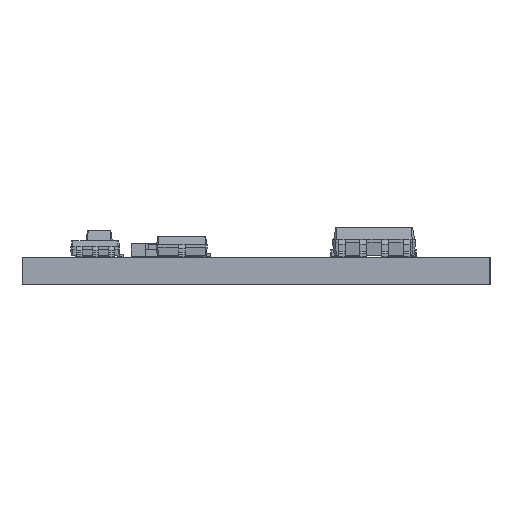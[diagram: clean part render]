
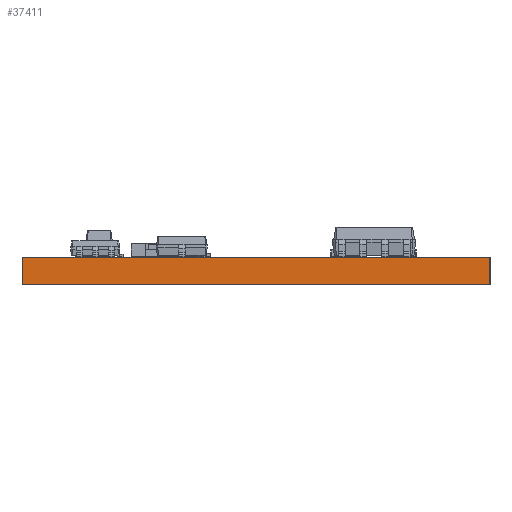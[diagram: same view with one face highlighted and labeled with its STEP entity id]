
A CAD part, left-side view. The second image highlights one B-rep face of the part: STEP entity #37411.
In plain terms, the highlighted planar face has unit normal (-1, 0, 0).
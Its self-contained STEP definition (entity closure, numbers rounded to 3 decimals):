
#37295 = EDGE_CURVE('',#37296,#37298,#37300,.T.);
#37296 = VERTEX_POINT('',#37297);
#37297 = CARTESIAN_POINT('',(124.7,-76.5,0.));
#37298 = VERTEX_POINT('',#37299);
#37299 = CARTESIAN_POINT('',(124.7,-76.5,1.6));
#37300 = SURFACE_CURVE('',#37301,(#37305,#37317),.PCURVE_S1.);
#37301 = LINE('',#37302,#37303);
#37302 = CARTESIAN_POINT('',(124.7,-76.5,0.));
#37303 = VECTOR('',#37304,1.);
#37304 = DIRECTION('',(0.,0.,1.));
#37305 = PCURVE('',#37306,#37311);
#37306 = PLANE('',#37307);
#37307 = AXIS2_PLACEMENT_3D('',#37308,#37309,#37310);
#37308 = CARTESIAN_POINT('',(124.7,-76.5,0.));
#37309 = DIRECTION('',(0.,1.,0.));
#37310 = DIRECTION('',(1.,0.,0.));
#37311 = DEFINITIONAL_REPRESENTATION('',(#37312),#37316);
#37312 = LINE('',#37313,#37314);
#37313 = CARTESIAN_POINT('',(0.,0.));
#37314 = VECTOR('',#37315,1.);
#37315 = DIRECTION('',(0.,-1.));
#37316 = ( GEOMETRIC_REPRESENTATION_CONTEXT(2) 
PARAMETRIC_REPRESENTATION_CONTEXT() REPRESENTATION_CONTEXT('2D SPACE',''
  ) );
#37317 = PCURVE('',#37318,#37323);
#37318 = PLANE('',#37319);
#37319 = AXIS2_PLACEMENT_3D('',#37320,#37321,#37322);
#37320 = CARTESIAN_POINT('',(124.7,-104.,0.));
#37321 = DIRECTION('',(-1.,0.,0.));
#37322 = DIRECTION('',(0.,1.,0.));
#37323 = DEFINITIONAL_REPRESENTATION('',(#37324),#37328);
#37324 = LINE('',#37325,#37326);
#37325 = CARTESIAN_POINT('',(27.5,0.));
#37326 = VECTOR('',#37327,1.);
#37327 = DIRECTION('',(0.,-1.));
#37328 = ( GEOMETRIC_REPRESENTATION_CONTEXT(2) 
PARAMETRIC_REPRESENTATION_CONTEXT() REPRESENTATION_CONTEXT('2D SPACE',''
  ) );
#37346 = PLANE('',#37347);
#37347 = AXIS2_PLACEMENT_3D('',#37348,#37349,#37350);
#37348 = CARTESIAN_POINT('',(147.35,-90.25,1.6));
#37349 = DIRECTION('',(0.,0.,-1.));
#37350 = DIRECTION('',(-1.,0.,0.));
#37400 = PLANE('',#37401);
#37401 = AXIS2_PLACEMENT_3D('',#37402,#37403,#37404);
#37402 = CARTESIAN_POINT('',(147.35,-90.25,0.));
#37403 = DIRECTION('',(0.,0.,-1.));
#37404 = DIRECTION('',(-1.,0.,0.));
#37411 = ADVANCED_FACE('',(#37412),#37318,.T.);
#37412 = FACE_BOUND('',#37413,.T.);
#37413 = EDGE_LOOP('',(#37414,#37444,#37465,#37466));
#37414 = ORIENTED_EDGE('',*,*,#37415,.T.);
#37415 = EDGE_CURVE('',#37416,#37418,#37420,.T.);
#37416 = VERTEX_POINT('',#37417);
#37417 = CARTESIAN_POINT('',(124.7,-104.,0.));
#37418 = VERTEX_POINT('',#37419);
#37419 = CARTESIAN_POINT('',(124.7,-104.,1.6));
#37420 = SURFACE_CURVE('',#37421,(#37425,#37432),.PCURVE_S1.);
#37421 = LINE('',#37422,#37423);
#37422 = CARTESIAN_POINT('',(124.7,-104.,0.));
#37423 = VECTOR('',#37424,1.);
#37424 = DIRECTION('',(0.,0.,1.));
#37425 = PCURVE('',#37318,#37426);
#37426 = DEFINITIONAL_REPRESENTATION('',(#37427),#37431);
#37427 = LINE('',#37428,#37429);
#37428 = CARTESIAN_POINT('',(0.,0.));
#37429 = VECTOR('',#37430,1.);
#37430 = DIRECTION('',(0.,-1.));
#37431 = ( GEOMETRIC_REPRESENTATION_CONTEXT(2) 
PARAMETRIC_REPRESENTATION_CONTEXT() REPRESENTATION_CONTEXT('2D SPACE',''
  ) );
#37432 = PCURVE('',#37433,#37438);
#37433 = PLANE('',#37434);
#37434 = AXIS2_PLACEMENT_3D('',#37435,#37436,#37437);
#37435 = CARTESIAN_POINT('',(170.,-104.,0.));
#37436 = DIRECTION('',(0.,-1.,0.));
#37437 = DIRECTION('',(-1.,0.,0.));
#37438 = DEFINITIONAL_REPRESENTATION('',(#37439),#37443);
#37439 = LINE('',#37440,#37441);
#37440 = CARTESIAN_POINT('',(45.3,0.));
#37441 = VECTOR('',#37442,1.);
#37442 = DIRECTION('',(0.,-1.));
#37443 = ( GEOMETRIC_REPRESENTATION_CONTEXT(2) 
PARAMETRIC_REPRESENTATION_CONTEXT() REPRESENTATION_CONTEXT('2D SPACE',''
  ) );
#37444 = ORIENTED_EDGE('',*,*,#37445,.T.);
#37445 = EDGE_CURVE('',#37418,#37298,#37446,.T.);
#37446 = SURFACE_CURVE('',#37447,(#37451,#37458),.PCURVE_S1.);
#37447 = LINE('',#37448,#37449);
#37448 = CARTESIAN_POINT('',(124.7,-104.,1.6));
#37449 = VECTOR('',#37450,1.);
#37450 = DIRECTION('',(0.,1.,0.));
#37451 = PCURVE('',#37318,#37452);
#37452 = DEFINITIONAL_REPRESENTATION('',(#37453),#37457);
#37453 = LINE('',#37454,#37455);
#37454 = CARTESIAN_POINT('',(0.,-1.6));
#37455 = VECTOR('',#37456,1.);
#37456 = DIRECTION('',(1.,0.));
#37457 = ( GEOMETRIC_REPRESENTATION_CONTEXT(2) 
PARAMETRIC_REPRESENTATION_CONTEXT() REPRESENTATION_CONTEXT('2D SPACE',''
  ) );
#37458 = PCURVE('',#37346,#37459);
#37459 = DEFINITIONAL_REPRESENTATION('',(#37460),#37464);
#37460 = LINE('',#37461,#37462);
#37461 = CARTESIAN_POINT('',(22.65,-13.75));
#37462 = VECTOR('',#37463,1.);
#37463 = DIRECTION('',(0.,1.));
#37464 = ( GEOMETRIC_REPRESENTATION_CONTEXT(2) 
PARAMETRIC_REPRESENTATION_CONTEXT() REPRESENTATION_CONTEXT('2D SPACE',''
  ) );
#37465 = ORIENTED_EDGE('',*,*,#37295,.F.);
#37466 = ORIENTED_EDGE('',*,*,#37467,.F.);
#37467 = EDGE_CURVE('',#37416,#37296,#37468,.T.);
#37468 = SURFACE_CURVE('',#37469,(#37473,#37480),.PCURVE_S1.);
#37469 = LINE('',#37470,#37471);
#37470 = CARTESIAN_POINT('',(124.7,-104.,0.));
#37471 = VECTOR('',#37472,1.);
#37472 = DIRECTION('',(0.,1.,0.));
#37473 = PCURVE('',#37318,#37474);
#37474 = DEFINITIONAL_REPRESENTATION('',(#37475),#37479);
#37475 = LINE('',#37476,#37477);
#37476 = CARTESIAN_POINT('',(0.,0.));
#37477 = VECTOR('',#37478,1.);
#37478 = DIRECTION('',(1.,0.));
#37479 = ( GEOMETRIC_REPRESENTATION_CONTEXT(2) 
PARAMETRIC_REPRESENTATION_CONTEXT() REPRESENTATION_CONTEXT('2D SPACE',''
  ) );
#37480 = PCURVE('',#37400,#37481);
#37481 = DEFINITIONAL_REPRESENTATION('',(#37482),#37486);
#37482 = LINE('',#37483,#37484);
#37483 = CARTESIAN_POINT('',(22.65,-13.75));
#37484 = VECTOR('',#37485,1.);
#37485 = DIRECTION('',(0.,1.));
#37486 = ( GEOMETRIC_REPRESENTATION_CONTEXT(2) 
PARAMETRIC_REPRESENTATION_CONTEXT() REPRESENTATION_CONTEXT('2D SPACE',''
  ) );
